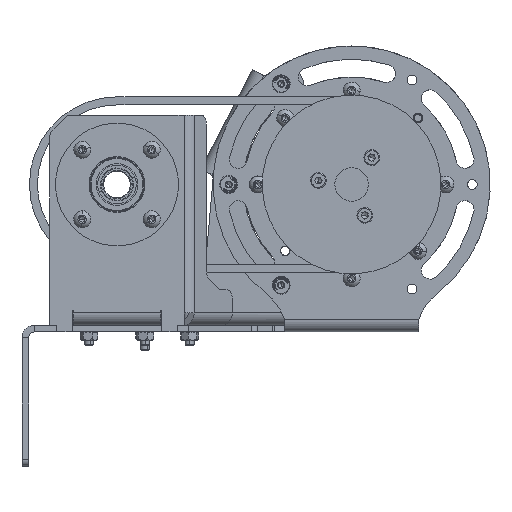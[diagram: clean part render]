
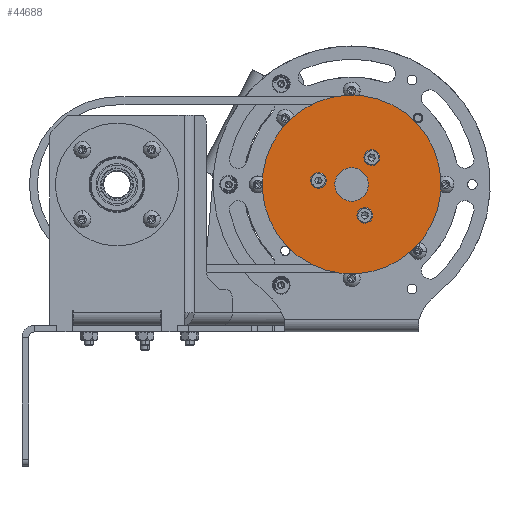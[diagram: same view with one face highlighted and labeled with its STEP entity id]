
A CAD part, left-side view. The second image highlights one B-rep face of the part: STEP entity #44688.
In plain terms, the highlighted face is planar.
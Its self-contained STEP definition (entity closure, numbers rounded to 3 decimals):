
#320 = CARTESIAN_POINT ( 'NONE',  ( 0., 19., 0. ) ) ;
#831 = VERTEX_POINT ( 'NONE', #22131 ) ;
#1114 = PLANE ( 'NONE',  #48631 ) ;
#1502 = CARTESIAN_POINT ( 'NONE',  ( 12.99, 19., -7.5 ) ) ;
#1615 = DIRECTION ( 'NONE',  ( 0., 0., 1. ) ) ;
#2160 = AXIS2_PLACEMENT_3D ( 'NONE', #5552, #40545, #44372 ) ;
#2968 = CIRCLE ( 'NONE', #13665, 2.15 ) ;
#3958 = DIRECTION ( 'NONE',  ( 0., 0., 1. ) ) ;
#4834 = VERTEX_POINT ( 'NONE', #47816 ) ;
#4970 = FACE_BOUND ( 'NONE', #31064, .T. ) ;
#5167 = CARTESIAN_POINT ( 'NONE',  ( 0., 19., 12.85 ) ) ;
#5240 = FACE_OUTER_BOUND ( 'NONE', #23993, .T. ) ;
#5552 = CARTESIAN_POINT ( 'NONE',  ( 0., 19., 0. ) ) ;
#5807 = ORIENTED_EDGE ( 'NONE', *, *, #36416, .T. ) ;
#5836 = EDGE_CURVE ( 'NONE', #47966, #12166, #44274, .T. ) ;
#6036 = CIRCLE ( 'NONE', #34777, 2.15 ) ;
#6107 = VERTEX_POINT ( 'NONE', #22788 ) ;
#6556 = DIRECTION ( 'NONE',  ( 0., -1., 0. ) ) ;
#6670 = CARTESIAN_POINT ( 'NONE',  ( 12.99, 19., -9.65 ) ) ;
#8083 = EDGE_CURVE ( 'NONE', #35467, #831, #31901, .T. ) ;
#8085 = CARTESIAN_POINT ( 'NONE',  ( 0., 19., 0. ) ) ;
#8674 = CARTESIAN_POINT ( 'NONE',  ( 12.99, 19., -5.35 ) ) ;
#9192 = DIRECTION ( 'NONE',  ( 0.866, 0., 0.5 ) ) ;
#11357 = CIRCLE ( 'NONE', #14663, 7.5 ) ;
#12166 = VERTEX_POINT ( 'NONE', #15477 ) ;
#12482 = AXIS2_PLACEMENT_3D ( 'NONE', #40219, #28638, #32493 ) ;
#12951 = CARTESIAN_POINT ( 'NONE',  ( 0., 19., 0. ) ) ;
#13609 = CIRCLE ( 'NONE', #32465, 7.5 ) ;
#13665 = AXIS2_PLACEMENT_3D ( 'NONE', #44888, #6556, #22235 ) ;
#14663 = AXIS2_PLACEMENT_3D ( 'NONE', #49925, #45317, #37355 ) ;
#15477 = CARTESIAN_POINT ( 'NONE',  ( -12.99, 19., -5.35 ) ) ;
#16604 = VERTEX_POINT ( 'NONE', #8674 ) ;
#17600 = ORIENTED_EDGE ( 'NONE', *, *, #20899, .F. ) ;
#17948 = AXIS2_PLACEMENT_3D ( 'NONE', #22441, #38371, #38126 ) ;
#18531 = ORIENTED_EDGE ( 'NONE', *, *, #25318, .T. ) ;
#19814 = EDGE_CURVE ( 'NONE', #35005, #4834, #11357, .T. ) ;
#19863 = DIRECTION ( 'NONE',  ( 0., 1., 0. ) ) ;
#20157 = DIRECTION ( 'NONE',  ( 0., 1., 0. ) ) ;
#20662 = FACE_BOUND ( 'NONE', #22663, .T. ) ;
#20899 = EDGE_CURVE ( 'NONE', #4834, #35005, #13609, .T. ) ;
#21889 = EDGE_CURVE ( 'NONE', #31197, #16604, #31739, .T. ) ;
#22131 = CARTESIAN_POINT ( 'NONE',  ( 0., 19., 17.15 ) ) ;
#22235 = DIRECTION ( 'NONE',  ( 0.866, 0., 0.5 ) ) ;
#22441 = CARTESIAN_POINT ( 'NONE',  ( 0., 19., 15. ) ) ;
#22663 = EDGE_LOOP ( 'NONE', ( #46911, #46888 ) ) ;
#22756 = ORIENTED_EDGE ( 'NONE', *, *, #21889, .T. ) ;
#22788 = CARTESIAN_POINT ( 'NONE',  ( 0., 19., 40. ) ) ;
#23543 = ORIENTED_EDGE ( 'NONE', *, *, #42268, .T. ) ;
#23978 = DIRECTION ( 'NONE',  ( 0., 0., 1. ) ) ;
#23993 = EDGE_LOOP ( 'NONE', ( #23543, #25901 ) ) ;
#24609 = CARTESIAN_POINT ( 'NONE',  ( 0., 19., 7.5 ) ) ;
#25156 = CIRCLE ( 'NONE', #2160, 40. ) ;
#25318 = EDGE_CURVE ( 'NONE', #16604, #31197, #6036, .T. ) ;
#25901 = ORIENTED_EDGE ( 'NONE', *, *, #36282, .T. ) ;
#27017 = CARTESIAN_POINT ( 'NONE',  ( -12.99, 19., -9.65 ) ) ;
#27839 = AXIS2_PLACEMENT_3D ( 'NONE', #8085, #20157, #3958 ) ;
#28632 = DIRECTION ( 'NONE',  ( 0., 1., 0. ) ) ;
#28638 = DIRECTION ( 'NONE',  ( 0., -1., 0. ) ) ;
#28827 = EDGE_LOOP ( 'NONE', ( #22756, #18531 ) ) ;
#30038 = DIRECTION ( 'NONE',  ( 0., -1., 0. ) ) ;
#31064 = EDGE_LOOP ( 'NONE', ( #41206, #5807 ) ) ;
#31197 = VERTEX_POINT ( 'NONE', #6670 ) ;
#31739 = CIRCLE ( 'NONE', #39924, 2.15 ) ;
#31901 = CIRCLE ( 'NONE', #17948, 2.15 ) ;
#32189 = CIRCLE ( 'NONE', #12482, 2.15 ) ;
#32465 = AXIS2_PLACEMENT_3D ( 'NONE', #320, #19863, #23978 ) ;
#32493 = DIRECTION ( 'NONE',  ( 0., 0., -1. ) ) ;
#33074 = ORIENTED_EDGE ( 'NONE', *, *, #19814, .F. ) ;
#33615 = CIRCLE ( 'NONE', #27839, 40. ) ;
#34777 = AXIS2_PLACEMENT_3D ( 'NONE', #1502, #30038, #45218 ) ;
#35005 = VERTEX_POINT ( 'NONE', #24609 ) ;
#35467 = VERTEX_POINT ( 'NONE', #5167 ) ;
#36186 = DIRECTION ( 'NONE',  ( 0., -1., 0. ) ) ;
#36282 = EDGE_CURVE ( 'NONE', #6107, #47636, #25156, .T. ) ;
#36416 = EDGE_CURVE ( 'NONE', #12166, #47966, #2968, .T. ) ;
#36861 = FACE_BOUND ( 'NONE', #40191, .T. ) ;
#37355 = DIRECTION ( 'NONE',  ( 0., 0., 1. ) ) ;
#37694 = EDGE_CURVE ( 'NONE', #831, #35467, #32189, .T. ) ;
#38126 = DIRECTION ( 'NONE',  ( 0., 0., -1. ) ) ;
#38371 = DIRECTION ( 'NONE',  ( 0., -1., 0. ) ) ;
#38520 = AXIS2_PLACEMENT_3D ( 'NONE', #40582, #36186, #9192 ) ;
#39924 = AXIS2_PLACEMENT_3D ( 'NONE', #45176, #40306, #41078 ) ;
#40191 = EDGE_LOOP ( 'NONE', ( #17600, #33074 ) ) ;
#40219 = CARTESIAN_POINT ( 'NONE',  ( 0., 19., 15. ) ) ;
#40306 = DIRECTION ( 'NONE',  ( 0., -1., 0. ) ) ;
#40545 = DIRECTION ( 'NONE',  ( 0., 1., 0. ) ) ;
#40582 = CARTESIAN_POINT ( 'NONE',  ( -12.99, 19., -7.5 ) ) ;
#41078 = DIRECTION ( 'NONE',  ( -0.866, 0., 0.5 ) ) ;
#41206 = ORIENTED_EDGE ( 'NONE', *, *, #5836, .T. ) ;
#42268 = EDGE_CURVE ( 'NONE', #47636, #6107, #33615, .T. ) ;
#44274 = CIRCLE ( 'NONE', #38520, 2.15 ) ;
#44372 = DIRECTION ( 'NONE',  ( 0., 0., 1. ) ) ;
#44688 = ADVANCED_FACE ( 'NONE', ( #4970, #48428, #20662, #5240, #36861 ), #1114, .T. ) ;
#44888 = CARTESIAN_POINT ( 'NONE',  ( -12.99, 19., -7.5 ) ) ;
#45176 = CARTESIAN_POINT ( 'NONE',  ( 12.99, 19., -7.5 ) ) ;
#45218 = DIRECTION ( 'NONE',  ( -0.866, 0., 0.5 ) ) ;
#45317 = DIRECTION ( 'NONE',  ( 0., 1., 0. ) ) ;
#46888 = ORIENTED_EDGE ( 'NONE', *, *, #37694, .T. ) ;
#46911 = ORIENTED_EDGE ( 'NONE', *, *, #8083, .T. ) ;
#47636 = VERTEX_POINT ( 'NONE', #48659 ) ;
#47816 = CARTESIAN_POINT ( 'NONE',  ( 0., 19., -7.5 ) ) ;
#47966 = VERTEX_POINT ( 'NONE', #27017 ) ;
#48428 = FACE_BOUND ( 'NONE', #28827, .T. ) ;
#48631 = AXIS2_PLACEMENT_3D ( 'NONE', #12951, #28632, #1615 ) ;
#48659 = CARTESIAN_POINT ( 'NONE',  ( 0., 19., -40. ) ) ;
#49925 = CARTESIAN_POINT ( 'NONE',  ( 0., 19., 0. ) ) ;
